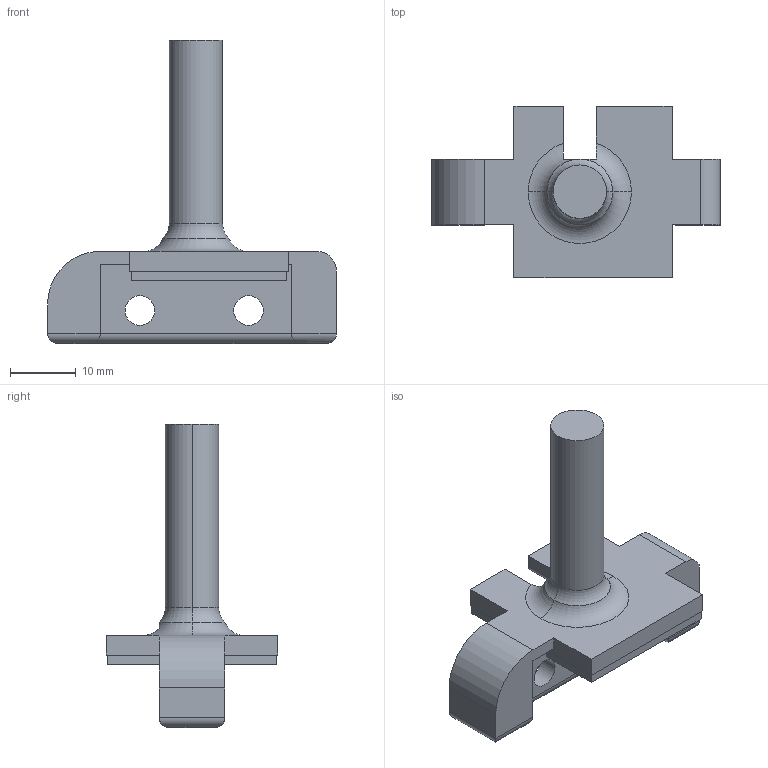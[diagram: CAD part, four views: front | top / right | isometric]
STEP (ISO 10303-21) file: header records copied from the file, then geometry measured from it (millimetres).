
FILE_DESCRIPTION (( 'STEP AP214' ), '1' );
FILE_NAME ('嘐隅璃.STEP', '2025-09-11T03:24:41', ( '' ), ( '' ), 'SwSTEP 2.0', 'SolidWorks 2020', '' );
FILE_SCHEMA (( 'AUTOMOTIVE_DESIGN' ));
Length unit declared in the file: millimetre
Products named in the file (1): 嘐隅璃
Bounding box: 43.83 x 25.98 x 46 mm (x, y, z)
Volume: 6810.1 mm3; surface area: 4240.7 mm2
Topology: 1 solids, 1 shells, 84 faces, 214 edges, 135 vertices
Faces by surface type: plane 56, cylinder 23, torus 5
Entity records: 2550 total; most frequent: CARTESIAN_POINT 510, ORIENTED_EDGE 428, DIRECTION 394, EDGE_CURVE 214, LINE 168, VECTOR 168, VERTEX_POINT 135, AXIS2_PLACEMENT_3D 113
